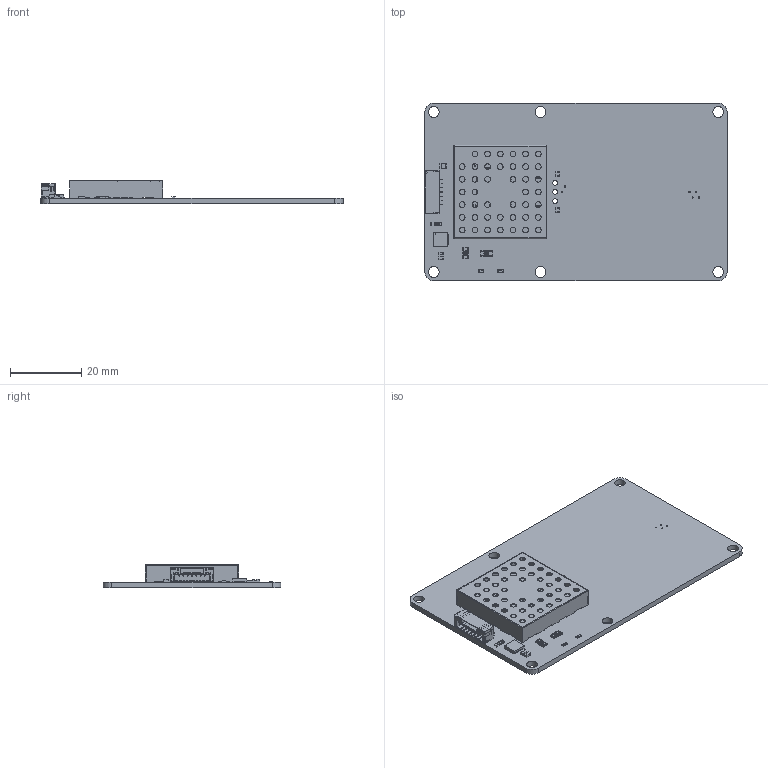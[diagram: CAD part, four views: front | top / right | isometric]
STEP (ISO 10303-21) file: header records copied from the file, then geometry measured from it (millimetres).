
FILE_DESCRIPTION(('FreeCAD Model'),'2;1');
FILE_NAME('nfc-bricklet.step', '2018-02-28T15:30:32',('kicad StepUp'),('ksu MCAD'), 'Open CASCADE STEP processor 6.8','FreeCAD','Unknown');
FILE_SCHEMA(('AUTOMOTIVE_DESIGN_CC2 { 1 2 10303 214 -1 1 5 4 }'));
Length unit declared in the file: millimetre
Products named in the file (43): Pcb; R_4x0603_; C_0603_; C_0402_; C_0805_; C_0603_001; C_0603_002; C_0603_003; C_0603_004; C_0603_005; C_0603_006; C_0603_007; C_0603_008; C_0603_009; C_0603_010; C_0603_011; C_0603_012; C_0603_013; C_0603_014; C_0603_015; C_0603_016; C_0603_017; C_0603_018; C_0603_019; C_0603_020; C_0603_021; R_0603_; R_0603_001; BrickletConn_7pin_; R_0603_002; R_0603_003; R_0603_004; R_0603_005; R_0603_006; R_0603_007; Cut_; R_4x0603_001; QFN-24_4x4mm_Pitch0.5mm_; 3225_; D_0603_blue_ ...
Bounding box: 85 x 50 x 6.68 mm (x, y, z)
Volume: 7110.2 mm3; surface area: 12059.1 mm2
Topology: 55 solids, 55 shells, 2934 faces, 8178 edges, 5402 vertices
Faces by surface type: plane 2081, cylinder 557, bspline 296
Full cylindrical faces by diameter (mm): 0.35 x6, 0.5 x1, 1.3 x3, 1.6 x43, 3 x6
Entity records: 114155 total; most frequent: CARTESIAN_POINT 19587, ORIENTED_EDGE 16356, DIRECTION 13954, EDGE_CURVE 8178, LINE 6488, VECTOR 6488, VERTEX_POINT 5402, AXIS2_PLACEMENT_3D 3733
